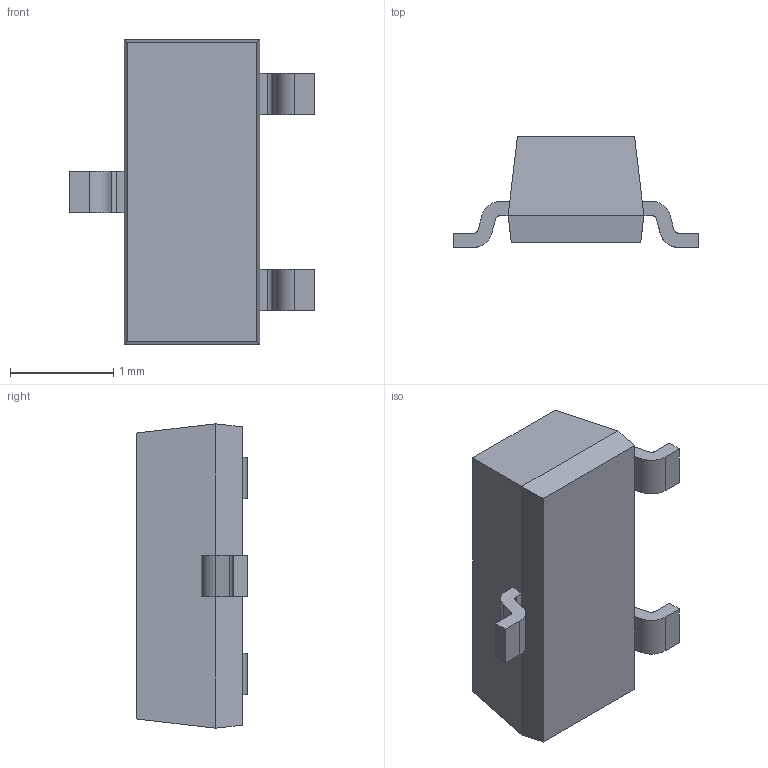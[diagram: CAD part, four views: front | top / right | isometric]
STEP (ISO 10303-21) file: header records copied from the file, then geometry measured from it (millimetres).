
FILE_DESCRIPTION(('CAx-IF Rec.Pracs.---Model Styling and Organization---1.5---2016-08-15','CAx-IF Rec.Pracs.---Geometric and Assembly Validation Properties---4.4---2016-08-17','CAx-IF Rec.Pracs.---User Defined Attributes---1.5---2016-08-15','CAx-IF Rec.Pracs.---External References---2.1---2005-01-19'),'2;1');
FILE_NAME('SOT-23-3_2.9x1.3mm.step','2020-08-13T13:48:33',('Unspecified'),('Unspecified'),'CAD Exchanger 3.8.1 (cadexchanger.com)','Unspecified','');
FILE_SCHEMA(('AUTOMOTIVE_DESIGN { 1 0 10303 214 1 1 1 1 }'));
Length unit declared in the file: millimetre
Products named in the file (1): User Library-SOT-23-4
Bounding box: 2.38 x 1.07 x 2.95 mm (x, y, z)
Volume: 3.8 mm3; surface area: 17.6 mm2
Topology: 1 solids, 1 shells, 49 faces, 131 edges, 84 vertices
Faces by surface type: plane 37, cylinder 12
Entity records: 1608 total; most frequent: CARTESIAN_POINT 265, ORIENTED_EDGE 262, DIRECTION 255, EDGE_CURVE 131, LINE 107, VECTOR 107, VERTEX_POINT 84, AXIS2_PLACEMENT_3D 74
